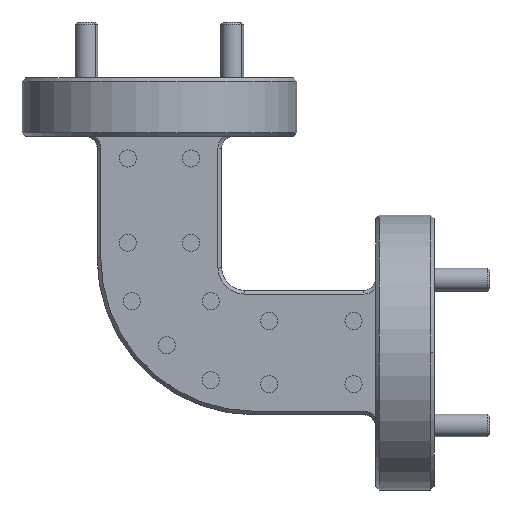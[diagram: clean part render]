
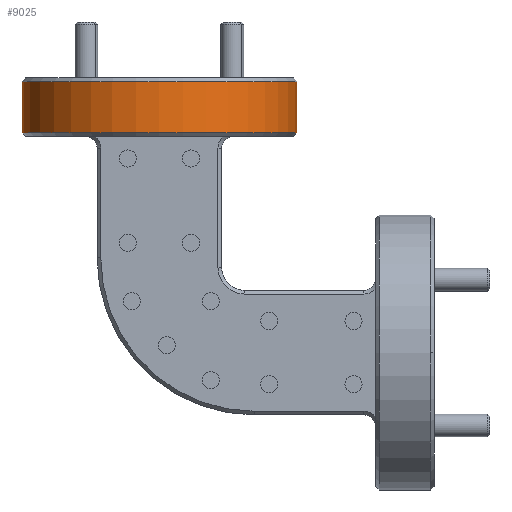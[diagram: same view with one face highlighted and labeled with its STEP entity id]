
A CAD part, front view. The second image highlights one B-rep face of the part: STEP entity #9025.
In plain terms, the highlighted cylindrical face has radius 9.525 mm (diameter 19.05 mm), a partial arc.
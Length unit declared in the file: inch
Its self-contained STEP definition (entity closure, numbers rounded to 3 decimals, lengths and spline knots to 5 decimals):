
#717 = DIRECTION ( 'NONE',  ( 0., 0., -1. ) ) ;
#1176 = DIRECTION ( 'NONE',  ( 0., 0., 1. ) ) ;
#2306 = CARTESIAN_POINT ( 'NONE',  ( -0.75, 0., 0.74 ) ) ;
#2698 = CIRCLE ( 'NONE', #3940, 0.375 ) ;
#3078 = VERTEX_POINT ( 'NONE', #12844 ) ;
#3940 = AXIS2_PLACEMENT_3D ( 'NONE', #2306, #717, #10064 ) ;
#4616 = CYLINDRICAL_SURFACE ( 'NONE', #7196, 0.375 ) ;
#4732 = EDGE_CURVE ( 'NONE', #5771, #3078, #18572, .T. ) ;
#5400 = DIRECTION ( 'NONE',  ( 0., 0., 1. ) ) ;
#5509 = CARTESIAN_POINT ( 'NONE',  ( -1.125, 0., 0.6 ) ) ;
#5771 = VERTEX_POINT ( 'NONE', #5509 ) ;
#6774 = CARTESIAN_POINT ( 'NONE',  ( -0.75, 0., 0.6 ) ) ;
#7196 = AXIS2_PLACEMENT_3D ( 'NONE', #10598, #19197, #11871 ) ;
#7577 = ORIENTED_EDGE ( 'NONE', *, *, #11144, .T. ) ;
#8841 = FACE_OUTER_BOUND ( 'NONE', #16578, .T. ) ;
#9025 = ADVANCED_FACE ( 'NONE', ( #8841 ), #4616, .T. ) ;
#9265 = CARTESIAN_POINT ( 'NONE',  ( -1.125, 0., 0.74 ) ) ;
#9673 = DIRECTION ( 'NONE',  ( 0., 0., -1. ) ) ;
#10064 = DIRECTION ( 'NONE',  ( 1., 0., 0. ) ) ;
#10598 = CARTESIAN_POINT ( 'NONE',  ( -0.75, 0., 0.59 ) ) ;
#11144 = EDGE_CURVE ( 'NONE', #3078, #12879, #12769, .T. ) ;
#11871 = DIRECTION ( 'NONE',  ( 1., 0., 0. ) ) ;
#12769 = LINE ( 'NONE', #14540, #16565 ) ;
#12844 = CARTESIAN_POINT ( 'NONE',  ( -0.375, 0., 0.6 ) ) ;
#12879 = VERTEX_POINT ( 'NONE', #17104 ) ;
#13071 = VECTOR ( 'NONE', #9673, 39.37008 ) ;
#13138 = DIRECTION ( 'NONE',  ( -1., 0., 0. ) ) ;
#14069 = CARTESIAN_POINT ( 'NONE',  ( -1.125, 0., 0.75 ) ) ;
#14540 = CARTESIAN_POINT ( 'NONE',  ( -0.375, 0., 0.75 ) ) ;
#15431 = EDGE_CURVE ( 'NONE', #12879, #16083, #2698, .T. ) ;
#15437 = ORIENTED_EDGE ( 'NONE', *, *, #16352, .T. ) ;
#15724 = ORIENTED_EDGE ( 'NONE', *, *, #4732, .T. ) ;
#16083 = VERTEX_POINT ( 'NONE', #9265 ) ;
#16352 = EDGE_CURVE ( 'NONE', #16083, #5771, #17095, .T. ) ;
#16467 = ORIENTED_EDGE ( 'NONE', *, *, #15431, .T. ) ;
#16565 = VECTOR ( 'NONE', #1176, 39.37008 ) ;
#16578 = EDGE_LOOP ( 'NONE', ( #15437, #15724, #7577, #16467 ) ) ;
#17095 = LINE ( 'NONE', #14069, #13071 ) ;
#17104 = CARTESIAN_POINT ( 'NONE',  ( -0.375, 0., 0.74 ) ) ;
#17643 = AXIS2_PLACEMENT_3D ( 'NONE', #6774, #5400, #13138 ) ;
#18572 = CIRCLE ( 'NONE', #17643, 0.375 ) ;
#19197 = DIRECTION ( 'NONE',  ( 0., 0., 1. ) ) ;
